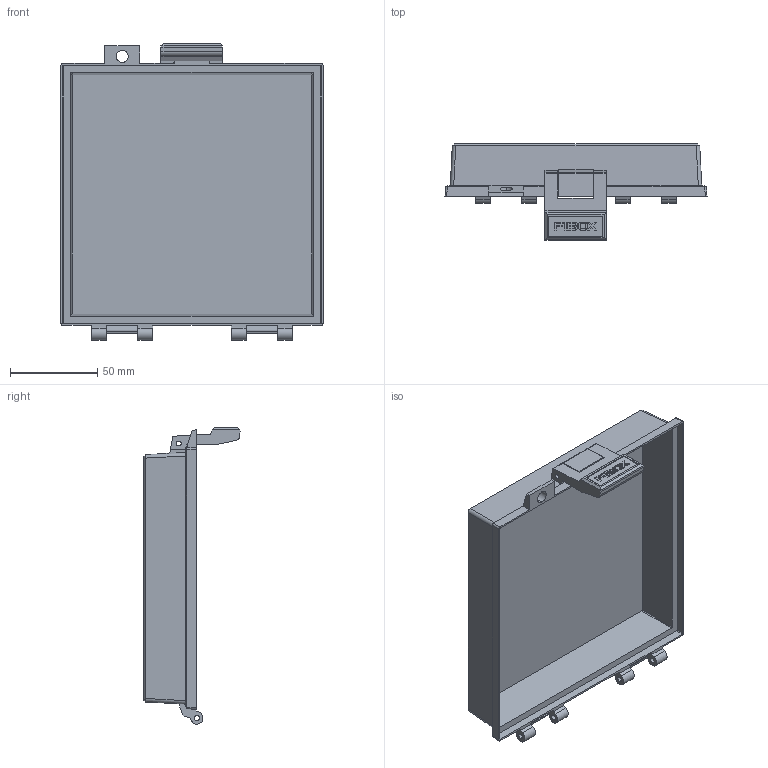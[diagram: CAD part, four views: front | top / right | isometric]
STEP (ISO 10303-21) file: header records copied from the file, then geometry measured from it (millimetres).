
FILE_DESCRIPTION (( 'STEP AP214' ), '1' );
FILE_NAME ('Fibox_CAB_1515C.STEP', '2016-09-07T06:16:40', ( '' ), ( '' ), 'SwSTEP 2.0', 'SolidWorks 2015', '' );
FILE_SCHEMA (( 'AUTOMOTIVE_DESIGN' ));
Length unit declared in the file: millimetre
Products named in the file (1): Fibox_CAB_1515C
Bounding box: 150 x 55.03 x 169.61 mm (x, y, z)
Volume: 102668.8 mm3; surface area: 81727.4 mm2
Topology: 2 solids, 2 shells, 208 faces, 567 edges, 374 vertices
Faces by surface type: plane 144, cylinder 56, bspline 4, cone 4
Entity records: 6680 total; most frequent: CARTESIAN_POINT 1404, ORIENTED_EDGE 1134, DIRECTION 1009, EDGE_CURVE 567, VECTOR 427, LINE 427, VERTEX_POINT 374, AXIS2_PLACEMENT_3D 291
